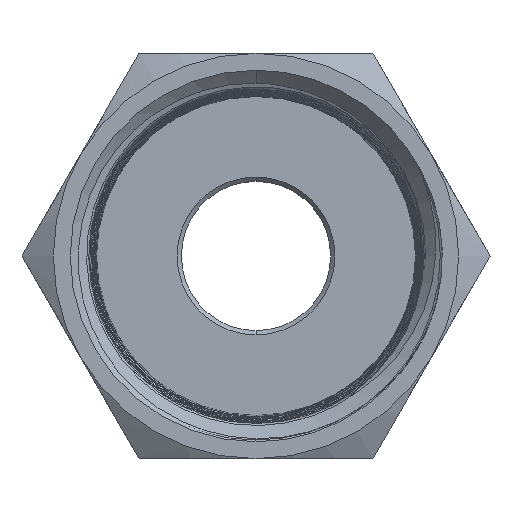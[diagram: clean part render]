
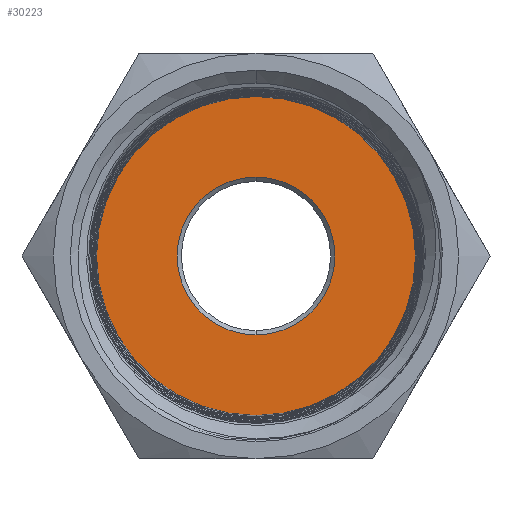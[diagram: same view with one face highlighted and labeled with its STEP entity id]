
A CAD part, front view. The second image highlights one B-rep face of the part: STEP entity #30223.
In plain terms, the highlighted planar face has unit normal (0, -1, 0).
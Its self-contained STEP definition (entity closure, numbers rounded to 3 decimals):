
#338 = CARTESIAN_POINT ( 'NONE',  ( 0., -7.1, 0. ) ) ;
#2048 = VERTEX_POINT ( 'NONE', #15036 ) ;
#2147 = ORIENTED_EDGE ( 'NONE', *, *, #17101, .T. ) ;
#2447 = FACE_OUTER_BOUND ( 'NONE', #29204, .T. ) ;
#3220 = AXIS2_PLACEMENT_3D ( 'NONE', #25213, #5655, #28494 ) ;
#3628 = DIRECTION ( 'NONE',  ( 0., 0., -1. ) ) ;
#4005 = DIRECTION ( 'NONE',  ( 0., 1., 0. ) ) ;
#5655 = DIRECTION ( 'NONE',  ( 0., 1., 0. ) ) ;
#6354 = VERTEX_POINT ( 'NONE', #25810 ) ;
#6746 = PLANE ( 'NONE',  #18228 ) ;
#9780 = ORIENTED_EDGE ( 'NONE', *, *, #19897, .T. ) ;
#10655 = EDGE_CURVE ( 'NONE', #27074, #2048, #38701, .T. ) ;
#13182 = CARTESIAN_POINT ( 'NONE',  ( 0., -7.1, 0. ) ) ;
#14804 = CIRCLE ( 'NONE', #3220, 3.7 ) ;
#15036 = CARTESIAN_POINT ( 'NONE',  ( 0., -7.1, 3.7 ) ) ;
#16451 = DIRECTION ( 'NONE',  ( 0., 0., -1. ) ) ;
#16476 = CARTESIAN_POINT ( 'NONE',  ( 0., -7.1, 0. ) ) ;
#17101 = EDGE_CURVE ( 'NONE', #2048, #27074, #14804, .T. ) ;
#17538 = ORIENTED_EDGE ( 'NONE', *, *, #10655, .T. ) ;
#18167 = AXIS2_PLACEMENT_3D ( 'NONE', #13182, #36073, #16451 ) ;
#18228 = AXIS2_PLACEMENT_3D ( 'NONE', #338, #23162, #3628 ) ;
#19762 = DIRECTION ( 'NONE',  ( 0., 0., -1. ) ) ;
#19897 = EDGE_CURVE ( 'NONE', #6354, #35183, #41788, .T. ) ;
#20526 = AXIS2_PLACEMENT_3D ( 'NONE', #23547, #4005, #26820 ) ;
#23162 = DIRECTION ( 'NONE',  ( 0., -1., 0. ) ) ;
#23547 = CARTESIAN_POINT ( 'NONE',  ( 0., -7.1, 0. ) ) ;
#24127 = AXIS2_PLACEMENT_3D ( 'NONE', #16476, #39388, #19762 ) ;
#25213 = CARTESIAN_POINT ( 'NONE',  ( 0., -7.1, 0. ) ) ;
#25810 = CARTESIAN_POINT ( 'NONE',  ( 0., -7.1, -7.475 ) ) ;
#26820 = DIRECTION ( 'NONE',  ( 0., 0., -1. ) ) ;
#27074 = VERTEX_POINT ( 'NONE', #29513 ) ;
#27872 = EDGE_CURVE ( 'NONE', #35183, #6354, #33347, .T. ) ;
#28494 = DIRECTION ( 'NONE',  ( 0., 0., -1. ) ) ;
#29204 = EDGE_LOOP ( 'NONE', ( #9780, #32024 ) ) ;
#29513 = CARTESIAN_POINT ( 'NONE',  ( 0., -7.1, -3.7 ) ) ;
#30223 = ADVANCED_FACE ( 'NONE', ( #36192, #2447 ), #6746, .T. ) ;
#31571 = EDGE_LOOP ( 'NONE', ( #17538, #2147 ) ) ;
#32024 = ORIENTED_EDGE ( 'NONE', *, *, #27872, .T. ) ;
#33347 = CIRCLE ( 'NONE', #18167, 7.475 ) ;
#35183 = VERTEX_POINT ( 'NONE', #39413 ) ;
#36073 = DIRECTION ( 'NONE',  ( 0., -1., 0. ) ) ;
#36192 = FACE_BOUND ( 'NONE', #31571, .T. ) ;
#38701 = CIRCLE ( 'NONE', #20526, 3.7 ) ;
#39388 = DIRECTION ( 'NONE',  ( 0., -1., 0. ) ) ;
#39413 = CARTESIAN_POINT ( 'NONE',  ( 0., -7.1, 7.475 ) ) ;
#41788 = CIRCLE ( 'NONE', #24127, 7.475 ) ;
